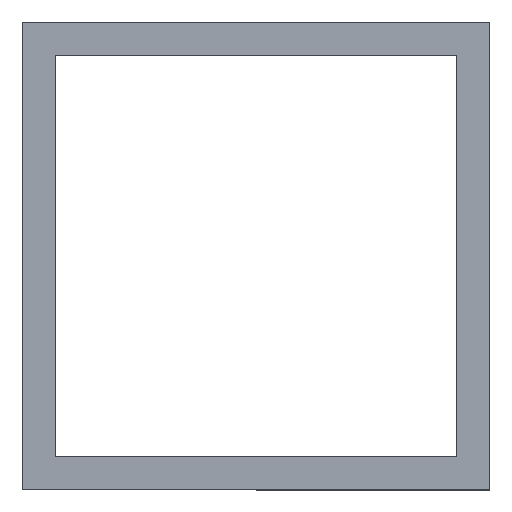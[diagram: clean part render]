
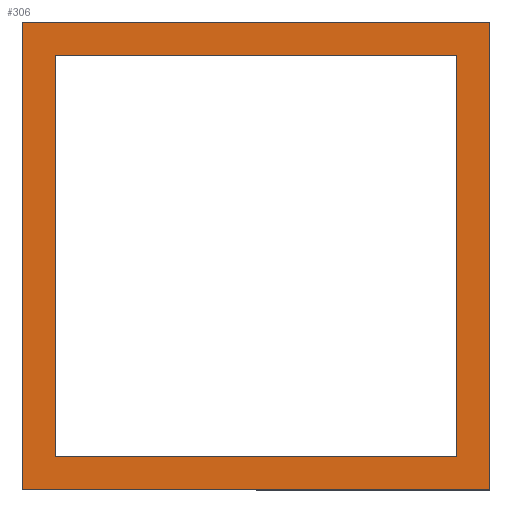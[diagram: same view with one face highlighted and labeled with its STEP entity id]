
A CAD part, front view. The second image highlights one B-rep face of the part: STEP entity #306.
In plain terms, the highlighted planar face has unit normal (0, -1, 0).
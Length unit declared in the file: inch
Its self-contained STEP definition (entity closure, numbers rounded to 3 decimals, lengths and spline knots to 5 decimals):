
#16=LINE('',#481,#40);
#19=LINE('',#487,#43);
#20=LINE('',#489,#44);
#21=LINE('',#490,#45);
#22=LINE('',#493,#46);
#23=LINE('',#495,#47);
#24=LINE('',#497,#48);
#25=LINE('',#498,#49);
#40=VECTOR('',#404,39.37008);
#43=VECTOR('',#409,39.37008);
#44=VECTOR('',#410,39.37008);
#45=VECTOR('',#411,39.37008);
#46=VECTOR('',#412,39.37008);
#47=VECTOR('',#413,39.37008);
#48=VECTOR('',#414,39.37008);
#49=VECTOR('',#415,39.37008);
#64=PLANE('',#354);
#79=FACE_BOUND('',#123,.T.);
#100=FACE_OUTER_BOUND('',#122,.T.);
#122=EDGE_LOOP('',(#237,#238,#239,#240));
#123=EDGE_LOOP('',(#241,#242,#243,#244));
#170=VERTEX_POINT('',#478);
#171=VERTEX_POINT('',#480);
#173=VERTEX_POINT('',#486);
#174=VERTEX_POINT('',#488);
#175=VERTEX_POINT('',#491);
#176=VERTEX_POINT('',#492);
#177=VERTEX_POINT('',#494);
#178=VERTEX_POINT('',#496);
#198=EDGE_CURVE('',#170,#171,#16,.T.);
#201=EDGE_CURVE('',#170,#173,#19,.T.);
#202=EDGE_CURVE('',#173,#174,#20,.T.);
#203=EDGE_CURVE('',#174,#171,#21,.T.);
#204=EDGE_CURVE('',#175,#176,#22,.T.);
#205=EDGE_CURVE('',#176,#177,#23,.T.);
#206=EDGE_CURVE('',#177,#178,#24,.T.);
#207=EDGE_CURVE('',#178,#175,#25,.T.);
#237=ORIENTED_EDGE('',*,*,#201,.T.);
#238=ORIENTED_EDGE('',*,*,#202,.T.);
#239=ORIENTED_EDGE('',*,*,#203,.T.);
#240=ORIENTED_EDGE('',*,*,#198,.F.);
#241=ORIENTED_EDGE('',*,*,#204,.T.);
#242=ORIENTED_EDGE('',*,*,#205,.T.);
#243=ORIENTED_EDGE('',*,*,#206,.T.);
#244=ORIENTED_EDGE('',*,*,#207,.T.);
#306=ADVANCED_FACE('',(#100,#79),#64,.T.);
#354=AXIS2_PLACEMENT_3D('',#485,#407,#408);
#404=DIRECTION('',(-1.,0.,0.));
#407=DIRECTION('center_axis',(0.,-1.,0.));
#408=DIRECTION('ref_axis',(0.,0.,-1.));
#409=DIRECTION('',(0.,0.,1.));
#410=DIRECTION('',(-1.,0.,0.));
#411=DIRECTION('',(0.,0.,-1.));
#412=DIRECTION('',(1.,0.,0.));
#413=DIRECTION('',(0.,0.,-1.));
#414=DIRECTION('',(-1.,0.,0.));
#415=DIRECTION('',(0.,0.,1.));
#478=CARTESIAN_POINT('',(1.75,4.8356,0.));
#480=CARTESIAN_POINT('',(0.,4.8356,0.));
#481=CARTESIAN_POINT('',(1.75,4.8356,0.));
#485=CARTESIAN_POINT('Origin',(1.75,4.8356,0.875));
#486=CARTESIAN_POINT('',(1.75,4.8356,1.75));
#487=CARTESIAN_POINT('',(1.75,4.8356,0.875));
#488=CARTESIAN_POINT('',(0.,4.8356,1.75));
#489=CARTESIAN_POINT('',(1.75,4.8356,1.75));
#490=CARTESIAN_POINT('',(0.,4.8356,0.875));
#491=CARTESIAN_POINT('',(0.125,4.8356,1.625));
#492=CARTESIAN_POINT('',(1.625,4.8356,1.625));
#493=CARTESIAN_POINT('',(1.75,4.8356,1.625));
#494=CARTESIAN_POINT('',(1.625,4.8356,0.125));
#495=CARTESIAN_POINT('',(1.625,4.8356,0.875));
#496=CARTESIAN_POINT('',(0.125,4.8356,0.125));
#497=CARTESIAN_POINT('',(1.75,4.8356,0.125));
#498=CARTESIAN_POINT('',(0.125,4.8356,0.875));
